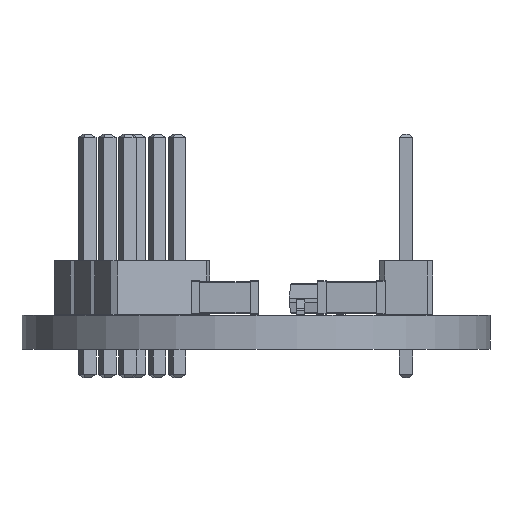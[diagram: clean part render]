
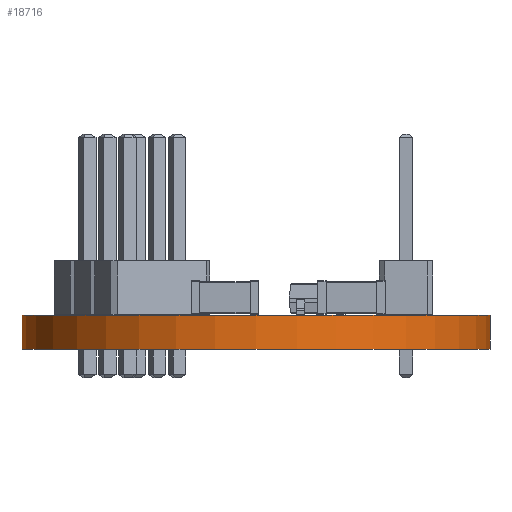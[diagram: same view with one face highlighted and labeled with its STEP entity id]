
A CAD part, front view. The second image highlights one B-rep face of the part: STEP entity #18716.
In plain terms, the highlighted cylindrical face has radius 11.1 mm (diameter 22.2 mm), a full revolution.
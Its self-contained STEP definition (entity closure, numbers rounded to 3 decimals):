
#18716 = ADVANCED_FACE('',(#18717),#18731,.T.);
#18717 = FACE_BOUND('',#18718,.F.);
#18718 = EDGE_LOOP('',(#18719,#18749,#18776,#18777));
#18719 = ORIENTED_EDGE('',*,*,#18720,.T.);
#18720 = EDGE_CURVE('',#18721,#18723,#18725,.T.);
#18721 = VERTEX_POINT('',#18722);
#18722 = CARTESIAN_POINT('',(154.077,-103.149,0.));
#18723 = VERTEX_POINT('',#18724);
#18724 = CARTESIAN_POINT('',(154.077,-103.149,1.6));
#18725 = SEAM_CURVE('',#18726,(#18730,#18742),.PCURVE_S1.);
#18726 = LINE('',#18727,#18728);
#18727 = CARTESIAN_POINT('',(154.077,-103.149,0.));
#18728 = VECTOR('',#18729,1.);
#18729 = DIRECTION('',(0.,0.,1.));
#18730 = PCURVE('',#18731,#18736);
#18731 = CYLINDRICAL_SURFACE('',#18732,11.1);
#18732 = AXIS2_PLACEMENT_3D('',#18733,#18734,#18735);
#18733 = CARTESIAN_POINT('',(142.977,-103.149,0.));
#18734 = DIRECTION('',(-0.,-0.,-1.));
#18735 = DIRECTION('',(1.,0.,-0.));
#18736 = DEFINITIONAL_REPRESENTATION('',(#18737),#18741);
#18737 = LINE('',#18738,#18739);
#18738 = CARTESIAN_POINT('',(-0.,0.));
#18739 = VECTOR('',#18740,1.);
#18740 = DIRECTION('',(-0.,-1.));
#18741 = ( GEOMETRIC_REPRESENTATION_CONTEXT(2) 
PARAMETRIC_REPRESENTATION_CONTEXT() REPRESENTATION_CONTEXT('2D SPACE',''
  ) );
#18742 = PCURVE('',#18731,#18743);
#18743 = DEFINITIONAL_REPRESENTATION('',(#18744),#18748);
#18744 = LINE('',#18745,#18746);
#18745 = CARTESIAN_POINT('',(-6.283,0.));
#18746 = VECTOR('',#18747,1.);
#18747 = DIRECTION('',(-0.,-1.));
#18748 = ( GEOMETRIC_REPRESENTATION_CONTEXT(2) 
PARAMETRIC_REPRESENTATION_CONTEXT() REPRESENTATION_CONTEXT('2D SPACE',''
  ) );
#18749 = ORIENTED_EDGE('',*,*,#18750,.T.);
#18750 = EDGE_CURVE('',#18723,#18723,#18751,.T.);
#18751 = SURFACE_CURVE('',#18752,(#18757,#18764),.PCURVE_S1.);
#18752 = CIRCLE('',#18753,11.1);
#18753 = AXIS2_PLACEMENT_3D('',#18754,#18755,#18756);
#18754 = CARTESIAN_POINT('',(142.977,-103.149,1.6));
#18755 = DIRECTION('',(0.,0.,1.));
#18756 = DIRECTION('',(1.,0.,-0.));
#18757 = PCURVE('',#18731,#18758);
#18758 = DEFINITIONAL_REPRESENTATION('',(#18759),#18763);
#18759 = LINE('',#18760,#18761);
#18760 = CARTESIAN_POINT('',(-0.,-1.6));
#18761 = VECTOR('',#18762,1.);
#18762 = DIRECTION('',(-1.,0.));
#18763 = ( GEOMETRIC_REPRESENTATION_CONTEXT(2) 
PARAMETRIC_REPRESENTATION_CONTEXT() REPRESENTATION_CONTEXT('2D SPACE',''
  ) );
#18764 = PCURVE('',#18765,#18770);
#18765 = PLANE('',#18766);
#18766 = AXIS2_PLACEMENT_3D('',#18767,#18768,#18769);
#18767 = CARTESIAN_POINT('',(142.977,-103.149,1.6));
#18768 = DIRECTION('',(0.,0.,1.));
#18769 = DIRECTION('',(1.,0.,-0.));
#18770 = DEFINITIONAL_REPRESENTATION('',(#18771),#18775);
#18771 = CIRCLE('',#18772,11.1);
#18772 = AXIS2_PLACEMENT_2D('',#18773,#18774);
#18773 = CARTESIAN_POINT('',(0.,0.));
#18774 = DIRECTION('',(1.,0.));
#18775 = ( GEOMETRIC_REPRESENTATION_CONTEXT(2) 
PARAMETRIC_REPRESENTATION_CONTEXT() REPRESENTATION_CONTEXT('2D SPACE',''
  ) );
#18776 = ORIENTED_EDGE('',*,*,#18720,.F.);
#18777 = ORIENTED_EDGE('',*,*,#18778,.F.);
#18778 = EDGE_CURVE('',#18721,#18721,#18779,.T.);
#18779 = SURFACE_CURVE('',#18780,(#18785,#18792),.PCURVE_S1.);
#18780 = CIRCLE('',#18781,11.1);
#18781 = AXIS2_PLACEMENT_3D('',#18782,#18783,#18784);
#18782 = CARTESIAN_POINT('',(142.977,-103.149,0.));
#18783 = DIRECTION('',(0.,0.,1.));
#18784 = DIRECTION('',(1.,0.,-0.));
#18785 = PCURVE('',#18731,#18786);
#18786 = DEFINITIONAL_REPRESENTATION('',(#18787),#18791);
#18787 = LINE('',#18788,#18789);
#18788 = CARTESIAN_POINT('',(-0.,0.));
#18789 = VECTOR('',#18790,1.);
#18790 = DIRECTION('',(-1.,0.));
#18791 = ( GEOMETRIC_REPRESENTATION_CONTEXT(2) 
PARAMETRIC_REPRESENTATION_CONTEXT() REPRESENTATION_CONTEXT('2D SPACE',''
  ) );
#18792 = PCURVE('',#18793,#18798);
#18793 = PLANE('',#18794);
#18794 = AXIS2_PLACEMENT_3D('',#18795,#18796,#18797);
#18795 = CARTESIAN_POINT('',(142.977,-103.149,0.));
#18796 = DIRECTION('',(0.,0.,1.));
#18797 = DIRECTION('',(1.,0.,-0.));
#18798 = DEFINITIONAL_REPRESENTATION('',(#18799),#18803);
#18799 = CIRCLE('',#18800,11.1);
#18800 = AXIS2_PLACEMENT_2D('',#18801,#18802);
#18801 = CARTESIAN_POINT('',(0.,0.));
#18802 = DIRECTION('',(1.,0.));
#18803 = ( GEOMETRIC_REPRESENTATION_CONTEXT(2) 
PARAMETRIC_REPRESENTATION_CONTEXT() REPRESENTATION_CONTEXT('2D SPACE',''
  ) );
